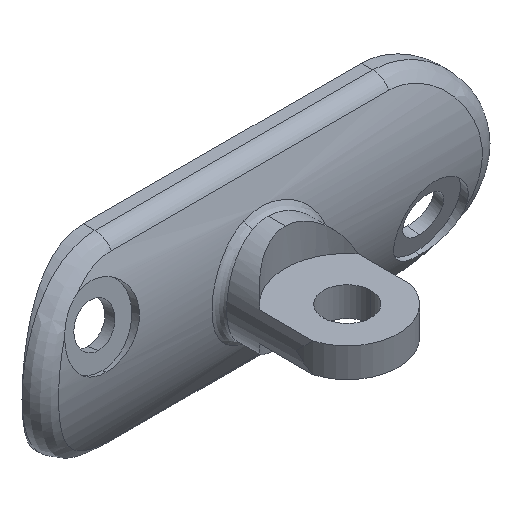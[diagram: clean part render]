
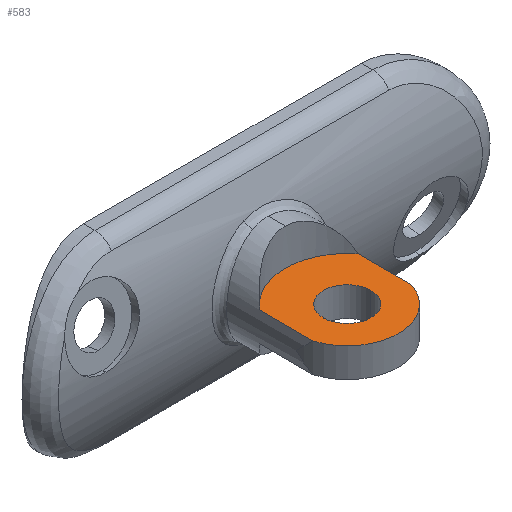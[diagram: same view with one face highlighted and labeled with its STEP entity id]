
A CAD part, isometric view. The second image highlights one B-rep face of the part: STEP entity #583.
In plain terms, the highlighted planar face has unit normal (0, 0, 1).
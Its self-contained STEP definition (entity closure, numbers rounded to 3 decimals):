
#106 = CARTESIAN_POINT ( 'NONE',  ( 0., -34.2, 2. ) ) ;
#119 = DIRECTION ( 'NONE',  ( 0., 0., 1. ) ) ;
#121 = CARTESIAN_POINT ( 'NONE',  ( 6.708, -23.7, 2. ) ) ;
#146 = CARTESIAN_POINT ( 'NONE',  ( -6.708, -23.7, 2. ) ) ;
#165 = ORIENTED_EDGE ( 'NONE', *, *, #1684, .F. ) ;
#169 = VECTOR ( 'NONE', #315, 1000. ) ;
#218 = ORIENTED_EDGE ( 'NONE', *, *, #2340, .T. ) ;
#219 = VERTEX_POINT ( 'NONE', #1423 ) ;
#250 = CARTESIAN_POINT ( 'NONE',  ( 0., -34.2, 2. ) ) ;
#257 = DIRECTION ( 'NONE',  ( 0., 0., 1. ) ) ;
#258 = LINE ( 'NONE', #146, #169 ) ;
#315 = DIRECTION ( 'NONE',  ( 0., -1., 0. ) ) ;
#398 = EDGE_CURVE ( 'NONE', #219, #1741, #1978, .T. ) ;
#409 = CIRCLE ( 'NONE', #1221, 3.25 ) ;
#421 = DIRECTION ( 'NONE',  ( -1., 0., 0. ) ) ;
#476 = VERTEX_POINT ( 'NONE', #898 ) ;
#502 = CARTESIAN_POINT ( 'NONE',  ( 3.25, -34.2, 2. ) ) ;
#513 = AXIS2_PLACEMENT_3D ( 'NONE', #704, #119, #1788 ) ;
#583 = ADVANCED_FACE ( 'NONE', ( #2250, #873 ), #1395, .F. ) ;
#599 = CARTESIAN_POINT ( 'NONE',  ( 0., -34.2, 2. ) ) ;
#647 = CARTESIAN_POINT ( 'NONE',  ( 6.708, -28.98, 2. ) ) ;
#704 = CARTESIAN_POINT ( 'NONE',  ( 0., -34.2, 2. ) ) ;
#779 = CIRCLE ( 'NONE', #513, 3.25 ) ;
#873 = FACE_BOUND ( 'NONE', #1243, .T. ) ;
#898 = CARTESIAN_POINT ( 'NONE',  ( -3.25, -34.2, 2. ) ) ;
#906 = AXIS2_PLACEMENT_3D ( 'NONE', #250, #1546, #1175 ) ;
#958 = ORIENTED_EDGE ( 'NONE', *, *, #1066, .F. ) ;
#1066 = EDGE_CURVE ( 'NONE', #1910, #2126, #1338, .T. ) ;
#1175 = DIRECTION ( 'NONE',  ( -1., 0., 0. ) ) ;
#1178 = ORIENTED_EDGE ( 'NONE', *, *, #398, .T. ) ;
#1190 = AXIS2_PLACEMENT_3D ( 'NONE', #1200, #1583, #2113 ) ;
#1200 = CARTESIAN_POINT ( 'NONE',  ( 0., -34.2, 2. ) ) ;
#1221 = AXIS2_PLACEMENT_3D ( 'NONE', #599, #257, #421 ) ;
#1243 = EDGE_LOOP ( 'NONE', ( #165, #2030 ) ) ;
#1249 = EDGE_LOOP ( 'NONE', ( #2166, #1178, #218, #958 ) ) ;
#1338 = CIRCLE ( 'NONE', #2298, 8.5 ) ;
#1395 = PLANE ( 'NONE',  #1190 ) ;
#1423 = CARTESIAN_POINT ( 'NONE',  ( -6.708, -36.2, 2. ) ) ;
#1448 = CARTESIAN_POINT ( 'NONE',  ( 6.708, -36.2, 2. ) ) ;
#1546 = DIRECTION ( 'NONE',  ( 0., 0., 1. ) ) ;
#1583 = DIRECTION ( 'NONE',  ( 0., 0., -1. ) ) ;
#1586 = EDGE_CURVE ( 'NONE', #1910, #219, #258, .T. ) ;
#1684 = EDGE_CURVE ( 'NONE', #2396, #476, #779, .T. ) ;
#1735 = VECTOR ( 'NONE', #2133, 1000. ) ;
#1741 = VERTEX_POINT ( 'NONE', #1448 ) ;
#1788 = DIRECTION ( 'NONE',  ( -1., 0., 0. ) ) ;
#1910 = VERTEX_POINT ( 'NONE', #2018 ) ;
#1978 = CIRCLE ( 'NONE', #906, 7. ) ;
#1993 = EDGE_CURVE ( 'NONE', #476, #2396, #409, .T. ) ;
#2018 = CARTESIAN_POINT ( 'NONE',  ( -6.708, -28.98, 2. ) ) ;
#2030 = ORIENTED_EDGE ( 'NONE', *, *, #1993, .F. ) ;
#2102 = DIRECTION ( 'NONE',  ( -1., 0., 0. ) ) ;
#2113 = DIRECTION ( 'NONE',  ( -1., 0., 0. ) ) ;
#2124 = LINE ( 'NONE', #121, #1735 ) ;
#2126 = VERTEX_POINT ( 'NONE', #647 ) ;
#2131 = DIRECTION ( 'NONE',  ( 0., 0., -1. ) ) ;
#2133 = DIRECTION ( 'NONE',  ( 0., 1., 0. ) ) ;
#2166 = ORIENTED_EDGE ( 'NONE', *, *, #1586, .T. ) ;
#2250 = FACE_OUTER_BOUND ( 'NONE', #1249, .T. ) ;
#2298 = AXIS2_PLACEMENT_3D ( 'NONE', #106, #2131, #2102 ) ;
#2340 = EDGE_CURVE ( 'NONE', #1741, #2126, #2124, .T. ) ;
#2396 = VERTEX_POINT ( 'NONE', #502 ) ;
